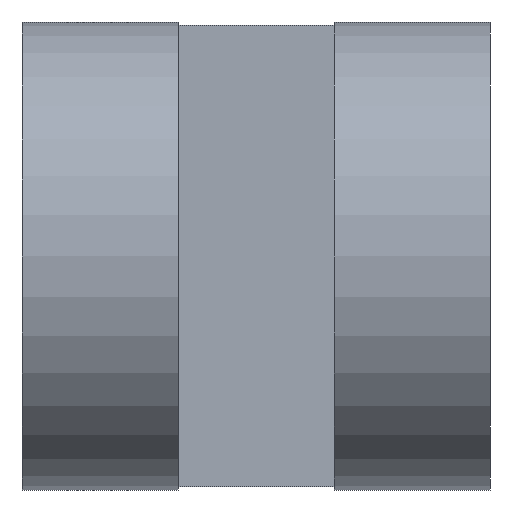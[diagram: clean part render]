
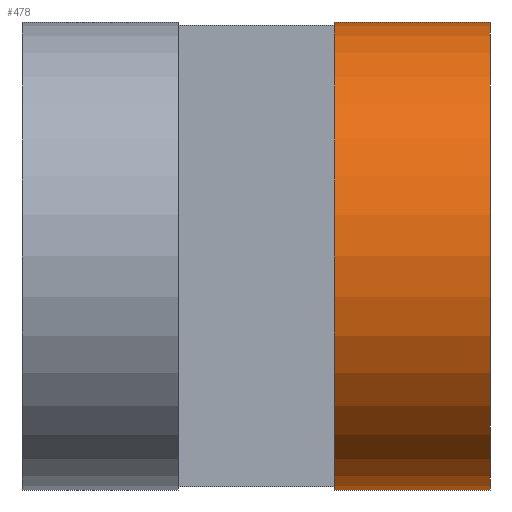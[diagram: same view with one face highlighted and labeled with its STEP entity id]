
A CAD part, front view. The second image highlights one B-rep face of the part: STEP entity #478.
In plain terms, the highlighted cylindrical face has radius 30 mm (diameter 60 mm), a partial arc.
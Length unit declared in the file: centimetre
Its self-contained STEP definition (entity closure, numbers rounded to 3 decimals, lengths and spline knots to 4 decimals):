
#56=FACE_OUTER_BOUND('',#83,.T.);
#83=EDGE_LOOP('',(#392,#393,#394,#395));
#133=LINE('',#813,#173);
#138=LINE('',#826,#178);
#173=VECTOR('',#666,1.);
#178=VECTOR('',#677,1.);
#197=CIRCLE('',#538,3.);
#200=CIRCLE('',#547,3.);
#233=VERTEX_POINT('',#783);
#234=VERTEX_POINT('',#785);
#243=VERTEX_POINT('',#811);
#248=VERTEX_POINT('',#824);
#288=EDGE_CURVE('',#234,#233,#197,.T.);
#302=EDGE_CURVE('',#233,#243,#133,.T.);
#307=EDGE_CURVE('',#243,#248,#200,.T.);
#308=EDGE_CURVE('',#248,#234,#138,.T.);
#392=ORIENTED_EDGE('',*,*,#307,.T.);
#393=ORIENTED_EDGE('',*,*,#308,.T.);
#394=ORIENTED_EDGE('',*,*,#288,.T.);
#395=ORIENTED_EDGE('',*,*,#302,.T.);
#457=CYLINDRICAL_SURFACE('',#546,3.);
#478=ADVANCED_FACE('',(#56),#457,.T.);
#538=AXIS2_PLACEMENT_3D('',#786,#641,#642);
#546=AXIS2_PLACEMENT_3D('',#823,#673,#674);
#547=AXIS2_PLACEMENT_3D('',#825,#675,#676);
#641=DIRECTION('center_axis',(1.,0.,0.));
#642=DIRECTION('ref_axis',(0.,-0.707,-0.707));
#666=DIRECTION('',(1.,0.,0.));
#673=DIRECTION('center_axis',(-1.,0.,0.));
#674=DIRECTION('ref_axis',(0.,-0.707,0.707));
#675=DIRECTION('center_axis',(-1.,0.,0.));
#676=DIRECTION('ref_axis',(0.,-0.707,0.707));
#677=DIRECTION('',(-1.,0.,0.));
#783=CARTESIAN_POINT('',(4.,3.,-6.));
#785=CARTESIAN_POINT('',(4.,3.,0.));
#786=CARTESIAN_POINT('Origin',(4.,3.,-3.));
#811=CARTESIAN_POINT('',(6.,3.,-6.));
#813=CARTESIAN_POINT('',(2.5,3.,-6.));
#823=CARTESIAN_POINT('Origin',(2.5,3.,-3.));
#824=CARTESIAN_POINT('',(6.,3.,0.));
#825=CARTESIAN_POINT('Origin',(6.,3.,-3.));
#826=CARTESIAN_POINT('',(2.5,3.,0.));
